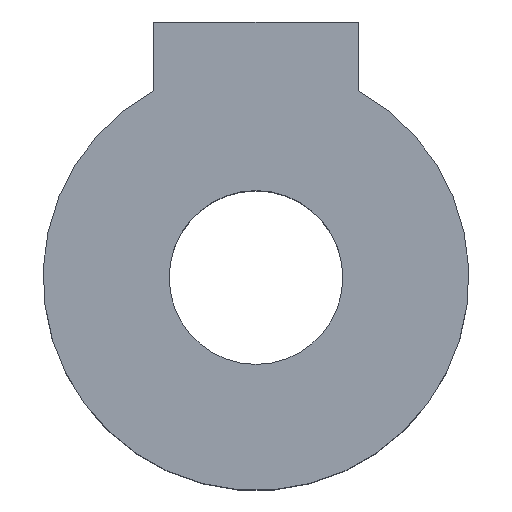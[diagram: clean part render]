
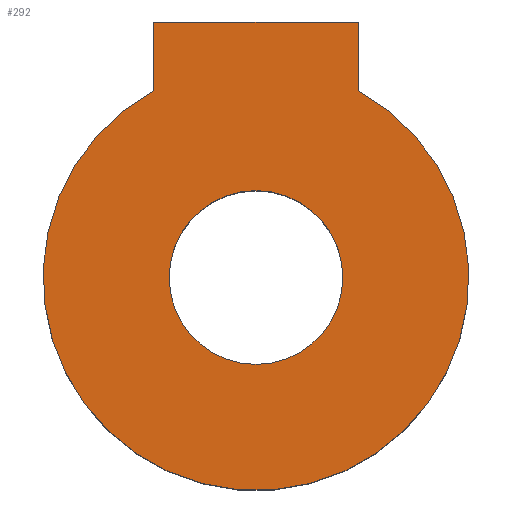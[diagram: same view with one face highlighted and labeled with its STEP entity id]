
A CAD part, top view. The second image highlights one B-rep face of the part: STEP entity #292.
In plain terms, the highlighted planar face has unit normal (0, 0, 1).
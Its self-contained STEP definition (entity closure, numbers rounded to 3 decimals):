
#21=FACE_BOUND('',#63,.T.);
#29=PLANE('',#327);
#43=FACE_OUTER_BOUND('',#62,.T.);
#62=EDGE_LOOP('',(#224,#225,#226,#227));
#63=EDGE_LOOP('',(#228));
#82=LINE('',#452,#109);
#84=LINE('',#458,#111);
#87=LINE('',#463,#114);
#109=VECTOR('',#365,10.);
#111=VECTOR('',#369,10.);
#114=VECTOR('',#374,10.);
#136=CIRCLE('',#328,12.5);
#137=CIRCLE('',#329,5.1);
#144=VERTEX_POINT('',#446);
#146=VERTEX_POINT('',#450);
#147=VERTEX_POINT('',#454);
#149=VERTEX_POINT('',#457);
#152=VERTEX_POINT('',#469);
#173=EDGE_CURVE('',#144,#146,#82,.T.);
#175=EDGE_CURVE('',#147,#149,#84,.T.);
#178=EDGE_CURVE('',#149,#146,#87,.T.);
#181=EDGE_CURVE('',#147,#144,#136,.T.);
#182=EDGE_CURVE('',#152,#152,#137,.T.);
#224=ORIENTED_EDGE('',*,*,#181,.T.);
#225=ORIENTED_EDGE('',*,*,#173,.T.);
#226=ORIENTED_EDGE('',*,*,#178,.F.);
#227=ORIENTED_EDGE('',*,*,#175,.F.);
#228=ORIENTED_EDGE('',*,*,#182,.T.);
#292=ADVANCED_FACE('',(#43,#21),#29,.T.);
#327=AXIS2_PLACEMENT_3D('',#467,#378,#379);
#328=AXIS2_PLACEMENT_3D('',#468,#380,#381);
#329=AXIS2_PLACEMENT_3D('',#470,#382,#383);
#365=DIRECTION('',(0.,1.,0.));
#369=DIRECTION('',(0.,1.,0.));
#374=DIRECTION('',(1.,0.,0.));
#378=DIRECTION('center_axis',(0.,0.,1.));
#379=DIRECTION('ref_axis',(1.,0.,0.));
#380=DIRECTION('center_axis',(0.,0.,1.));
#381=DIRECTION('ref_axis',(1.,0.,0.));
#382=DIRECTION('center_axis',(0.,0.,-1.));
#383=DIRECTION('ref_axis',(1.,0.,0.));
#446=CARTESIAN_POINT('',(6.,10.966,12.));
#450=CARTESIAN_POINT('',(6.,15.,12.));
#452=CARTESIAN_POINT('',(6.,9.,12.));
#454=CARTESIAN_POINT('',(-6.,10.966,12.));
#457=CARTESIAN_POINT('',(-6.,15.,12.));
#458=CARTESIAN_POINT('',(-6.,9.,12.));
#463=CARTESIAN_POINT('',(-6.,15.,12.));
#467=CARTESIAN_POINT('Origin',(0.,0.,12.));
#468=CARTESIAN_POINT('Origin',(0.,0.,12.));
#469=CARTESIAN_POINT('',(-5.1,0.,12.));
#470=CARTESIAN_POINT('Origin',(0.,0.,12.));
